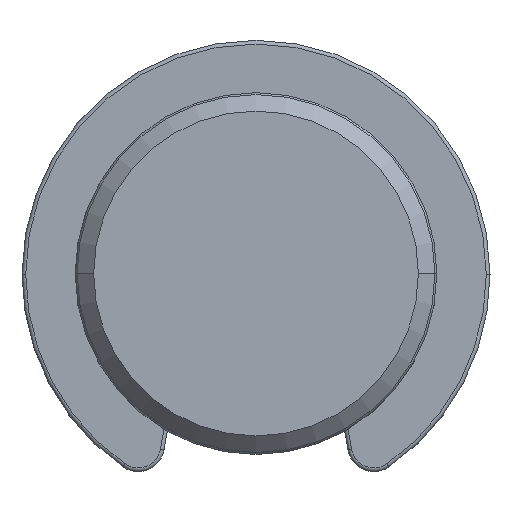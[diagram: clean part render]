
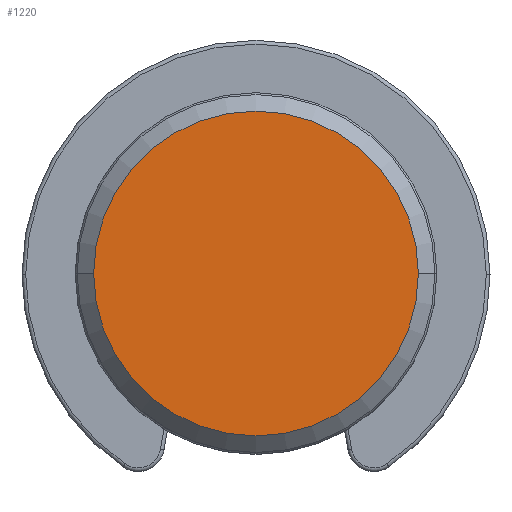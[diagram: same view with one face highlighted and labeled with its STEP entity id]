
A CAD part, top view. The second image highlights one B-rep face of the part: STEP entity #1220.
In plain terms, the highlighted planar face has unit normal (0, 0, 1).
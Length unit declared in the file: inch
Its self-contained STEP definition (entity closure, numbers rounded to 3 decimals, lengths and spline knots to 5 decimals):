
#102 = AXIS2_PLACEMENT_3D ( 'NONE', #1746, #333, #1550 ) ;
#138 = ORIENTED_EDGE ( 'NONE', *, *, #2008, .T. ) ;
#151 = CARTESIAN_POINT ( 'NONE',  ( -0.229, 0., 0.44 ) ) ;
#188 = CIRCLE ( 'NONE', #102, 0.229 ) ;
#308 = VERTEX_POINT ( 'NONE', #151 ) ;
#333 = DIRECTION ( 'NONE',  ( 0., 0., 1. ) ) ;
#456 = EDGE_LOOP ( 'NONE', ( #138, #1805 ) ) ;
#673 = AXIS2_PLACEMENT_3D ( 'NONE', #968, #1217, #981 ) ;
#720 = PLANE ( 'NONE',  #673 ) ;
#968 = CARTESIAN_POINT ( 'NONE',  ( 0., 0., 0.44 ) ) ;
#981 = DIRECTION ( 'NONE',  ( -1., 0., 0. ) ) ;
#1217 = DIRECTION ( 'NONE',  ( 0., 0., -1. ) ) ;
#1220 = ADVANCED_FACE ( 'NONE', ( #2078 ), #720, .F. ) ;
#1301 = DIRECTION ( 'NONE',  ( 0., 0., 1. ) ) ;
#1550 = DIRECTION ( 'NONE',  ( -1., 0., 0. ) ) ;
#1693 = CARTESIAN_POINT ( 'NONE',  ( 0.229, 0., 0.44 ) ) ;
#1746 = CARTESIAN_POINT ( 'NONE',  ( 0., 0., 0.44 ) ) ;
#1802 = VERTEX_POINT ( 'NONE', #1693 ) ;
#1805 = ORIENTED_EDGE ( 'NONE', *, *, #2027, .T. ) ;
#2008 = EDGE_CURVE ( 'NONE', #308, #1802, #188, .T. ) ;
#2021 = DIRECTION ( 'NONE',  ( -1., 0., 0. ) ) ;
#2027 = EDGE_CURVE ( 'NONE', #1802, #308, #2370, .T. ) ;
#2078 = FACE_OUTER_BOUND ( 'NONE', #456, .T. ) ;
#2370 = CIRCLE ( 'NONE', #2743, 0.229 ) ;
#2526 = CARTESIAN_POINT ( 'NONE',  ( 0., 0., 0.44 ) ) ;
#2743 = AXIS2_PLACEMENT_3D ( 'NONE', #2526, #1301, #2021 ) ;
